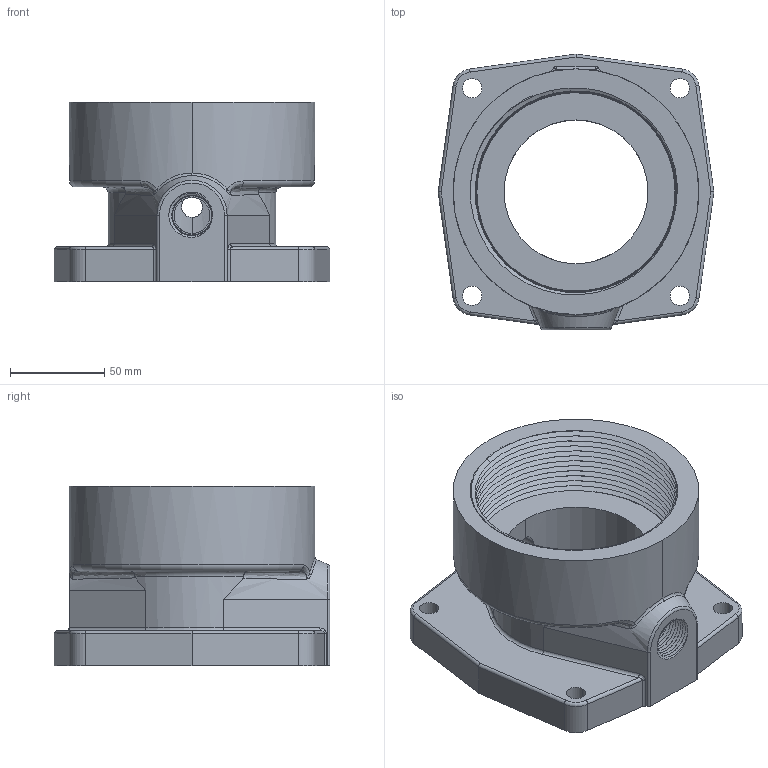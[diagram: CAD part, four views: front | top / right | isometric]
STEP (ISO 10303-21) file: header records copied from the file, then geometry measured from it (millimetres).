
FILE_DESCRIPTION((''),'2;1');
FILE_NAME('C40119_PRT','2007-01-08T',('work1'),(''),'PRO/ENGINEER BY PARAMETRIC TECHNOLOGY CORPORATION, 2005110','PRO/ENGINEER BY PARAMETRIC TECHNOLOGY CORPORATION, 2005110','');
FILE_SCHEMA(('CONFIG_CONTROL_DESIGN'));
Length unit declared in the file: inch
Products named in the file (1): C40119_PRT
Bounding box: 146.05 x 146.05 x 95.25 mm (x, y, z)
Volume: 585839.5 mm3; surface area: 120262.7 mm2
Topology: 1 solids, 1 shells, 171 faces, 458 edges, 290 vertices
Faces by surface type: cone 57, cylinder 41, bspline 36, plane 22, torus 15
Entity records: 12196 total; most frequent: CARTESIAN_POINT 8315, ORIENTED_EDGE 916, DIRECTION 623, EDGE_CURVE 458, VERTEX_POINT 290, AXIS2_PLACEMENT_3D 235, B_SPLINE_CURVE_WITH_KNOTS 205, EDGE_LOOP 186
